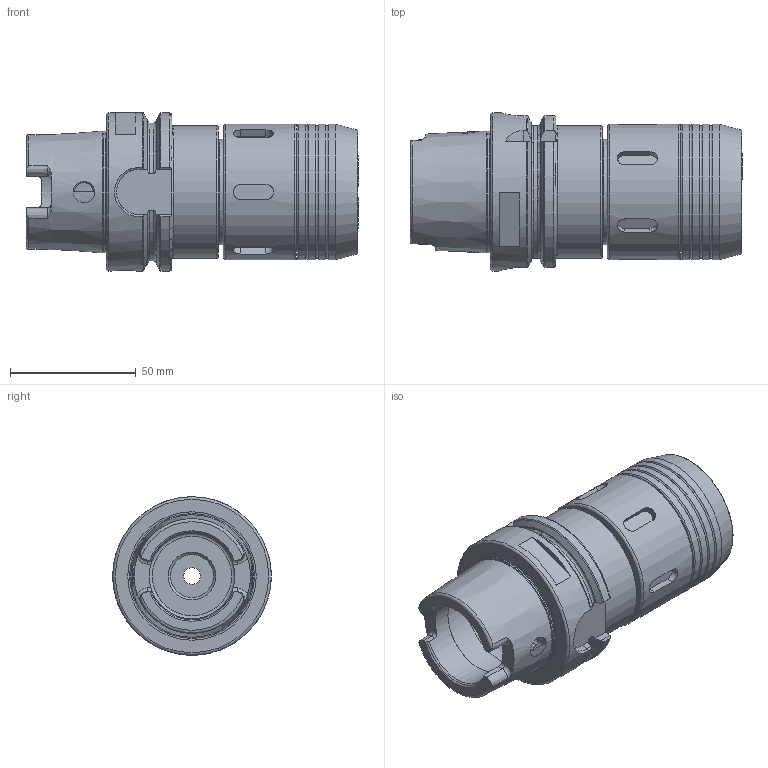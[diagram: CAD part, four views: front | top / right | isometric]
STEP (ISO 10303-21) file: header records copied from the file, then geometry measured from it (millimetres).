
FILE_DESCRIPTION(/* description */ (''),/* implementation_level */ '2;1');
FILE_NAME(/* name */ 'HSK063A-BC100-0394.stp',/* time_stamp */ '2019-07-11T14:22:49-05:00',/* author */ ('ldfli'),/* organization */ (''),/* preprocessor_version */ 'ST-DEVELOPER v18',/* originating_system */ 'Autodesk Inventor LT',/* authorisation */ '');
FILE_SCHEMA (('AUTOMOTIVE_DESIGN { 1 0 10303 214 3 1 1 }'));
Length unit declared in the file: millimetre
Products named in the file (1): HSK063A-BC100-0394
Bounding box: 132 x 63 x 63 mm (x, y, z)
Volume: 208655.4 mm3; surface area: 59136 mm2
Topology: 3 solids, 3 shells, 224 faces, 675 edges, 473 vertices
Faces by surface type: plane 80, cylinder 57, torus 51, cone 23, bspline 13
Full cylindrical faces by diameter (mm): 6.647 x1, 7.5 x2, 10 x1, 14 x1, 17 x1, 19 x1, 25.4 x1, 26 x1, 34 x2, 40 x1, 40.5 x1, 42 x1, 42.4 x1, 44.01 x2, 44.21 x2, 48.241 x1, 52.5 x1, 53.8 x5, 63 x1
Entity records: 9594 total; most frequent: CARTESIAN_POINT 3462, ORIENTED_EDGE 1354, DIRECTION 1260, EDGE_CURVE 677, AXIS2_PLACEMENT_3D 539, VERTEX_POINT 475, CIRCLE 328, EDGE_LOOP 248
